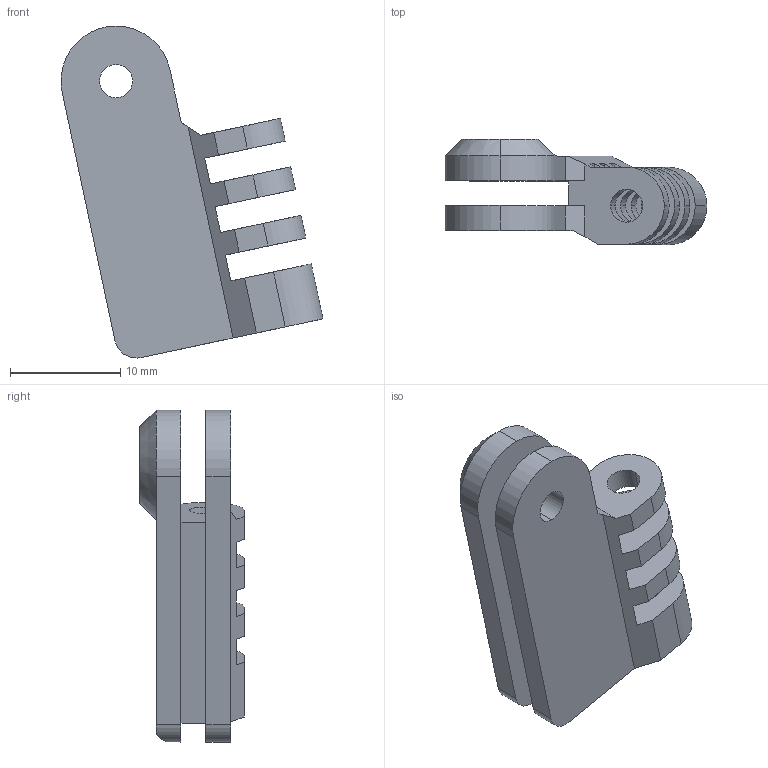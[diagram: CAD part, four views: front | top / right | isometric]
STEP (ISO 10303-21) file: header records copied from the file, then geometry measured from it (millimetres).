
FILE_DESCRIPTION (( 'STEP AP214' ), '1' );
FILE_NAME ('innerRight.STEP', '2024-08-17T13:46:00', ( '' ), ( '' ), 'SwSTEP 2.0', 'SolidWorks 2023', '' );
FILE_SCHEMA (( 'AUTOMOTIVE_DESIGN' ));
Length unit declared in the file: millimetre
Products named in the file (1): innerRight
Bounding box: 23.77 x 9.5 x 30.13 mm (x, y, z)
Volume: 1853.1 mm3; surface area: 2304.4 mm2
Topology: 1 solids, 1 shells, 73 faces, 200 edges, 132 vertices
Faces by surface type: plane 40, cylinder 30, cone 3
Entity records: 2377 total; most frequent: CARTESIAN_POINT 415, DIRECTION 411, ORIENTED_EDGE 400, EDGE_CURVE 200, AXIS2_PLACEMENT_3D 140, VERTEX_POINT 132, VECTOR 131, LINE 131
